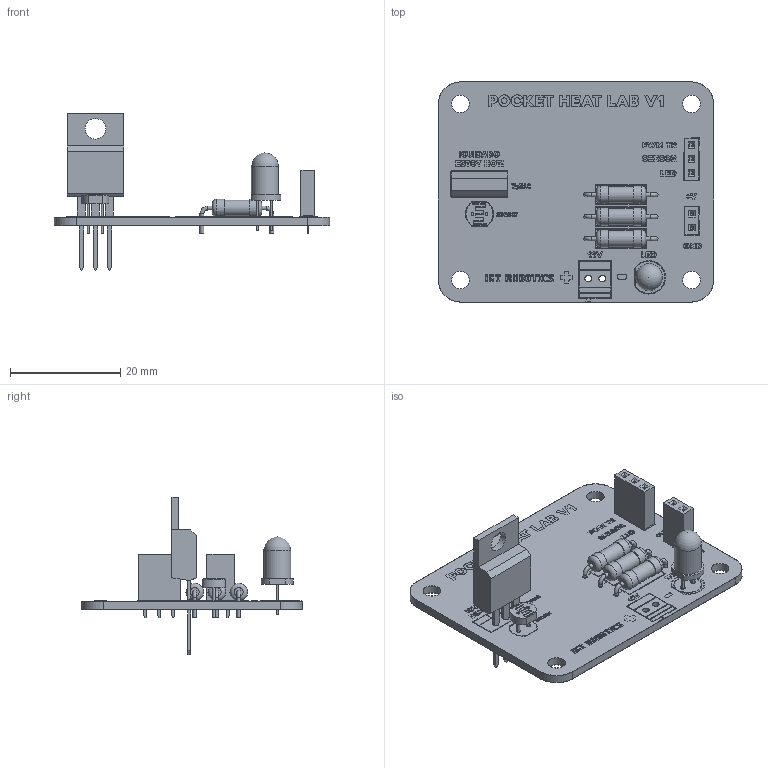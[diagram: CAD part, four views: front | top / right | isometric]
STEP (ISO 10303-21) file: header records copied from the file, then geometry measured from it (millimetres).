
FILE_DESCRIPTION(('KiCad electronic assembly'),'2;1');
FILE_NAME('MINI HEAT LAB.step','2025-05-04T16:27:26',('Pcbnew'),('Kicad' ),'Open CASCADE STEP processor 7.8','KiCad to STEP converter', 'Unknown');
FILE_SCHEMA(('AUTOMOTIVE_DESIGN { 1 0 10303 214 1 1 1 1 }'));
Length unit declared in the file: millimetre
Products named in the file (10): MINI HEAT LAB 1; R_Axial_DIN0309_L9.0mm_D3.2mm_P12.70mm_Horizontal; PinSocket_1x03_P2.54mm_Vertical; LED_D5.0mm; PinSocket_1x02_P2.54mm_Vertical; TO-220-3_Vertical; R_LDR_4.9x4.2mm_P2.54mm_Vertical; MINI HEAT LAB_silkscreen; MINI HEAT LAB_soldermask; MINI HEAT LAB_PCB
Assembly tree (11 placements, depth 2):
  MINI HEAT LAB 1
    R_Axial_DIN0309_L9.0mm_D3.2mm_P12.70mm_Horizontal  x3
    PinSocket_1x03_P2.54mm_Vertical
    LED_D5.0mm
    PinSocket_1x02_P2.54mm_Vertical
    TO-220-3_Vertical
    R_LDR_4.9x4.2mm_P2.54mm_Vertical
    MINI HEAT LAB_silkscreen
    MINI HEAT LAB_soldermask
    MINI HEAT LAB_PCB
Bounding box: 50 x 40 x 28.52 mm (x, y, z)
Volume: 4061.1 mm3; surface area: 9997.7 mm2
Topology: 10 solids, 208 shells, 553 faces, 3663 edges, 3356 vertices
Faces by surface type: plane 482, cylinder 58, torus 12, sphere 1
Full cylindrical faces by diameter (mm): 0.5 x4, 0.7 x12, 0.8 x8, 0.9 x2, 1 x5, 1.1 x3, 1.2 x2, 2.88 x3, 3.2 x10, 3.735 x1, 4.9 x1
Entity records: 39297 total; most frequent: CARTESIAN_POINT 7463, DIRECTION 5290, ORIENTED_EDGE 4435, EDGE_CURVE 3608, VERTEX_POINT 3324, LINE 2988, VECTOR 2988, AXIS2_PLACEMENT_3D 1151
